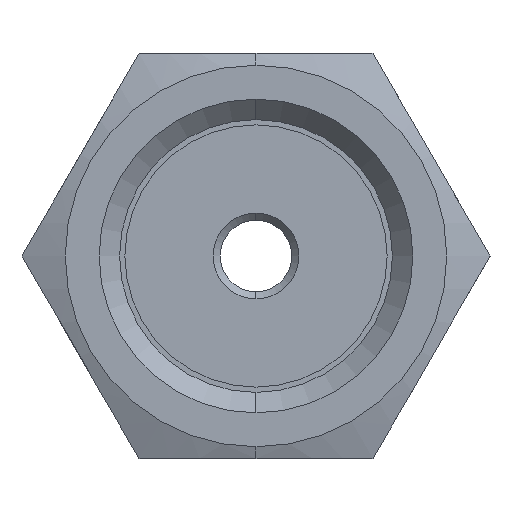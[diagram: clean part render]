
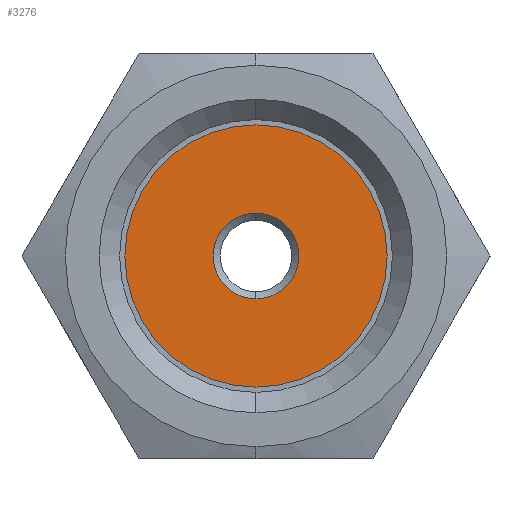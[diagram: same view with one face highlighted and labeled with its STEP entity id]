
A CAD part, left-side view. The second image highlights one B-rep face of the part: STEP entity #3276.
In plain terms, the highlighted planar face has unit normal (-1, 0, 0).
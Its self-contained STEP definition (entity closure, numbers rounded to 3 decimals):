
#280 = ORIENTED_EDGE ( 'NONE', *, *, #806, .F. ) ;
#806 = EDGE_CURVE ( 'NONE', #13875, #8229, #7175, .T. ) ;
#830 = FACE_OUTER_BOUND ( 'NONE', #12751, .T. ) ;
#1137 = AXIS2_PLACEMENT_3D ( 'NONE', #7066, #5855, #10833 ) ;
#1317 = DIRECTION ( 'NONE',  ( 0., 0., 1. ) ) ;
#1319 = AXIS2_PLACEMENT_3D ( 'NONE', #12905, #3555, #15034 ) ;
#2187 = EDGE_CURVE ( 'NONE', #8229, #13875, #15674, .T. ) ;
#2983 = CIRCLE ( 'NONE', #1319, 1.8 ) ;
#3091 = AXIS2_PLACEMENT_3D ( 'NONE', #5810, #3404, #13299 ) ;
#3276 = ADVANCED_FACE ( 'NONE', ( #8993, #830 ), #13236, .T. ) ;
#3404 = DIRECTION ( 'NONE',  ( 1., 0., 0. ) ) ;
#3555 = DIRECTION ( 'NONE',  ( 1., 0., 0. ) ) ;
#4629 = DIRECTION ( 'NONE',  ( 0., 0., -1. ) ) ;
#4754 = VERTEX_POINT ( 'NONE', #14616 ) ;
#4997 = DIRECTION ( 'NONE',  ( 1., 0., 0. ) ) ;
#5810 = CARTESIAN_POINT ( 'NONE',  ( -25., 0., 0. ) ) ;
#5855 = DIRECTION ( 'NONE',  ( -1., 0., 0. ) ) ;
#6419 = EDGE_CURVE ( 'NONE', #4754, #11894, #14489, .T. ) ;
#6573 = CARTESIAN_POINT ( 'NONE',  ( -25., 0., -5.5 ) ) ;
#7066 = CARTESIAN_POINT ( 'NONE',  ( -25., 5.5, 0. ) ) ;
#7175 = CIRCLE ( 'NONE', #3091, 5.5 ) ;
#8229 = VERTEX_POINT ( 'NONE', #6573 ) ;
#8563 = ORIENTED_EDGE ( 'NONE', *, *, #13152, .T. ) ;
#8993 = FACE_BOUND ( 'NONE', #14931, .T. ) ;
#9274 = AXIS2_PLACEMENT_3D ( 'NONE', #14544, #12068, #4629 ) ;
#9352 = ORIENTED_EDGE ( 'NONE', *, *, #2187, .F. ) ;
#10833 = DIRECTION ( 'NONE',  ( 0., 0., 1. ) ) ;
#11166 = CARTESIAN_POINT ( 'NONE',  ( -25., 0., 0. ) ) ;
#11894 = VERTEX_POINT ( 'NONE', #14149 ) ;
#12068 = DIRECTION ( 'NONE',  ( 1., 0., 0. ) ) ;
#12751 = EDGE_LOOP ( 'NONE', ( #9352, #280 ) ) ;
#12905 = CARTESIAN_POINT ( 'NONE',  ( -25., 0., 0. ) ) ;
#13152 = EDGE_CURVE ( 'NONE', #11894, #4754, #2983, .T. ) ;
#13236 = PLANE ( 'NONE',  #1137 ) ;
#13299 = DIRECTION ( 'NONE',  ( 0., 0., -1. ) ) ;
#13875 = VERTEX_POINT ( 'NONE', #14130 ) ;
#13991 = AXIS2_PLACEMENT_3D ( 'NONE', #11166, #4997, #1317 ) ;
#14130 = CARTESIAN_POINT ( 'NONE',  ( -25., 0., 5.5 ) ) ;
#14149 = CARTESIAN_POINT ( 'NONE',  ( -25., 0., -1.8 ) ) ;
#14489 = CIRCLE ( 'NONE', #13991, 1.8 ) ;
#14544 = CARTESIAN_POINT ( 'NONE',  ( -25., 0., 0. ) ) ;
#14616 = CARTESIAN_POINT ( 'NONE',  ( -25., 0., 1.8 ) ) ;
#14931 = EDGE_LOOP ( 'NONE', ( #15004, #8563 ) ) ;
#15004 = ORIENTED_EDGE ( 'NONE', *, *, #6419, .T. ) ;
#15034 = DIRECTION ( 'NONE',  ( 0., 0., 1. ) ) ;
#15674 = CIRCLE ( 'NONE', #9274, 5.5 ) ;
